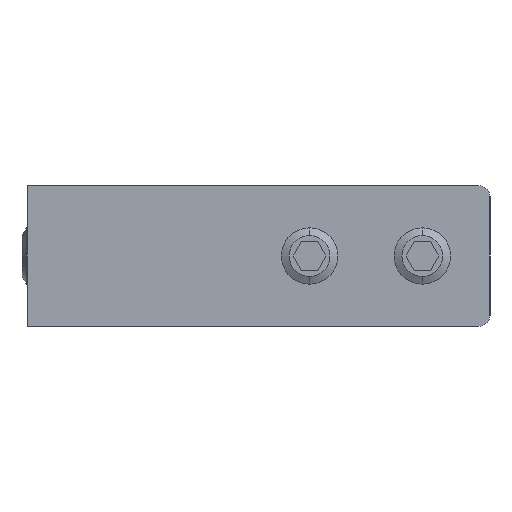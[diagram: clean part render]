
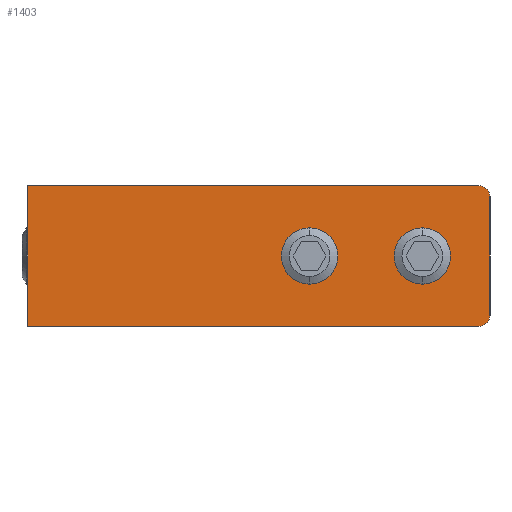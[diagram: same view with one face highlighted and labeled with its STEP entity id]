
A CAD part, left-side view. The second image highlights one B-rep face of the part: STEP entity #1403.
In plain terms, the highlighted planar face has unit normal (-1, 0, 0).
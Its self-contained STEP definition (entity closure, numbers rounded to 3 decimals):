
#4 = VERTEX_POINT ( 'NONE', #3205 ) ;
#11 = ORIENTED_EDGE ( 'NONE', *, *, #1003, .F. ) ;
#52 = CIRCLE ( 'NONE', #1175, 4.25 ) ;
#58 = FACE_BOUND ( 'NONE', #3256, .T. ) ;
#76 = CARTESIAN_POINT ( 'NONE',  ( 0., -82., 25. ) ) ;
#137 = VERTEX_POINT ( 'NONE', #668 ) ;
#144 = EDGE_CURVE ( 'NONE', #1436, #273, #52, .T. ) ;
#162 = AXIS2_PLACEMENT_3D ( 'NONE', #2889, #2616, #365 ) ;
#222 = ORIENTED_EDGE ( 'NONE', *, *, #3630, .T. ) ;
#244 = AXIS2_PLACEMENT_3D ( 'NONE', #2539, #292, #2314 ) ;
#266 = DIRECTION ( 'NONE',  ( 0., 0., -1. ) ) ;
#273 = VERTEX_POINT ( 'NONE', #2445 ) ;
#292 = DIRECTION ( 'NONE',  ( -1., 0., 0. ) ) ;
#300 = PLANE ( 'NONE',  #2238 ) ;
#349 = FACE_BOUND ( 'NONE', #2377, .T. ) ;
#351 = DIRECTION ( 'NONE',  ( -1., 0., 0. ) ) ;
#353 = CARTESIAN_POINT ( 'NONE',  ( 0., -50., 8.25 ) ) ;
#365 = DIRECTION ( 'NONE',  ( 0., 0., -1. ) ) ;
#368 = CARTESIAN_POINT ( 'NONE',  ( 0., 0., 0. ) ) ;
#385 = CARTESIAN_POINT ( 'NONE',  ( 0., -82., 0. ) ) ;
#510 = VERTEX_POINT ( 'NONE', #1302 ) ;
#571 = ORIENTED_EDGE ( 'NONE', *, *, #3301, .T. ) ;
#618 = CARTESIAN_POINT ( 'NONE',  ( 0., -82., 25. ) ) ;
#668 = CARTESIAN_POINT ( 'NONE',  ( 0., -50., 16.75 ) ) ;
#795 = EDGE_CURVE ( 'NONE', #1082, #510, #2470, .T. ) ;
#862 = EDGE_CURVE ( 'NONE', #2051, #510, #1238, .T. ) ;
#916 = CARTESIAN_POINT ( 'NONE',  ( 0., -70., 12.5 ) ) ;
#919 = CARTESIAN_POINT ( 'NONE',  ( 0., -80., 0. ) ) ;
#1003 = EDGE_CURVE ( 'NONE', #137, #1465, #1662, .T. ) ;
#1012 = VECTOR ( 'NONE', #1757, 1000. ) ;
#1082 = VERTEX_POINT ( 'NONE', #2911 ) ;
#1175 = AXIS2_PLACEMENT_3D ( 'NONE', #916, #3173, #2348 ) ;
#1202 = VERTEX_POINT ( 'NONE', #368 ) ;
#1238 = CIRCLE ( 'NONE', #2013, 2. ) ;
#1244 = CIRCLE ( 'NONE', #3532, 4.25 ) ;
#1261 = LINE ( 'NONE', #385, #2919 ) ;
#1301 = ORIENTED_EDGE ( 'NONE', *, *, #2590, .F. ) ;
#1302 = CARTESIAN_POINT ( 'NONE',  ( 0., -82., 2. ) ) ;
#1333 = VECTOR ( 'NONE', #266, 1000. ) ;
#1403 = ADVANCED_FACE ( 'NONE', ( #349, #58, #3107 ), #300, .F. ) ;
#1421 = LINE ( 'NONE', #618, #1012 ) ;
#1432 = DIRECTION ( 'NONE',  ( -1., 0., 0. ) ) ;
#1436 = VERTEX_POINT ( 'NONE', #2812 ) ;
#1450 = DIRECTION ( 'NONE',  ( 0., 0., 1. ) ) ;
#1465 = VERTEX_POINT ( 'NONE', #353 ) ;
#1554 = CIRCLE ( 'NONE', #244, 4.25 ) ;
#1577 = EDGE_CURVE ( 'NONE', #273, #1436, #1244, .T. ) ;
#1651 = EDGE_LOOP ( 'NONE', ( #3195, #222, #3165, #2795, #571, #3044 ) ) ;
#1658 = ORIENTED_EDGE ( 'NONE', *, *, #144, .F. ) ;
#1662 = CIRCLE ( 'NONE', #3293, 4.25 ) ;
#1719 = CARTESIAN_POINT ( 'NONE',  ( 0., -70., 12.5 ) ) ;
#1748 = DIRECTION ( 'NONE',  ( 0., 0., -1. ) ) ;
#1757 = DIRECTION ( 'NONE',  ( 0., -1., 0. ) ) ;
#1764 = DIRECTION ( 'NONE',  ( 1., 0., 0. ) ) ;
#1972 = CARTESIAN_POINT ( 'NONE',  ( 0., -82., 25. ) ) ;
#2013 = AXIS2_PLACEMENT_3D ( 'NONE', #3442, #2853, #1748 ) ;
#2051 = VERTEX_POINT ( 'NONE', #919 ) ;
#2180 = CIRCLE ( 'NONE', #162, 2. ) ;
#2186 = VECTOR ( 'NONE', #3598, 1000. ) ;
#2218 = VERTEX_POINT ( 'NONE', #2942 ) ;
#2234 = ORIENTED_EDGE ( 'NONE', *, *, #1577, .F. ) ;
#2238 = AXIS2_PLACEMENT_3D ( 'NONE', #76, #1764, #2851 ) ;
#2314 = DIRECTION ( 'NONE',  ( 0., 0., 1. ) ) ;
#2348 = DIRECTION ( 'NONE',  ( 0., 0., 1. ) ) ;
#2377 = EDGE_LOOP ( 'NONE', ( #1658, #2234 ) ) ;
#2397 = DIRECTION ( 'NONE',  ( 0., -1., 0. ) ) ;
#2445 = CARTESIAN_POINT ( 'NONE',  ( 0., -70., 8.25 ) ) ;
#2470 = LINE ( 'NONE', #1972, #2186 ) ;
#2539 = CARTESIAN_POINT ( 'NONE',  ( 0., -50., 12.5 ) ) ;
#2580 = CARTESIAN_POINT ( 'NONE',  ( 0., -50., 12.5 ) ) ;
#2590 = EDGE_CURVE ( 'NONE', #1465, #137, #1554, .T. ) ;
#2616 = DIRECTION ( 'NONE',  ( -1., 0., 0. ) ) ;
#2636 = EDGE_CURVE ( 'NONE', #4, #2218, #1421, .T. ) ;
#2787 = CARTESIAN_POINT ( 'NONE',  ( 0., 0., 25. ) ) ;
#2795 = ORIENTED_EDGE ( 'NONE', *, *, #2884, .T. ) ;
#2812 = CARTESIAN_POINT ( 'NONE',  ( 0., -70., 16.75 ) ) ;
#2851 = DIRECTION ( 'NONE',  ( 0., 0., -1. ) ) ;
#2853 = DIRECTION ( 'NONE',  ( -1., 0., 0. ) ) ;
#2884 = EDGE_CURVE ( 'NONE', #4, #1202, #3097, .T. ) ;
#2889 = CARTESIAN_POINT ( 'NONE',  ( 0., -80., 23. ) ) ;
#2911 = CARTESIAN_POINT ( 'NONE',  ( 0., -82., 23. ) ) ;
#2919 = VECTOR ( 'NONE', #2397, 1000. ) ;
#2942 = CARTESIAN_POINT ( 'NONE',  ( 0., -80., 25. ) ) ;
#3044 = ORIENTED_EDGE ( 'NONE', *, *, #862, .T. ) ;
#3097 = LINE ( 'NONE', #2787, #1333 ) ;
#3107 = FACE_OUTER_BOUND ( 'NONE', #1651, .T. ) ;
#3109 = DIRECTION ( 'NONE',  ( 0., 0., 1. ) ) ;
#3165 = ORIENTED_EDGE ( 'NONE', *, *, #2636, .F. ) ;
#3173 = DIRECTION ( 'NONE',  ( -1., 0., 0. ) ) ;
#3195 = ORIENTED_EDGE ( 'NONE', *, *, #795, .F. ) ;
#3205 = CARTESIAN_POINT ( 'NONE',  ( 0., 0., 25. ) ) ;
#3256 = EDGE_LOOP ( 'NONE', ( #11, #1301 ) ) ;
#3293 = AXIS2_PLACEMENT_3D ( 'NONE', #2580, #351, #3109 ) ;
#3301 = EDGE_CURVE ( 'NONE', #1202, #2051, #1261, .T. ) ;
#3442 = CARTESIAN_POINT ( 'NONE',  ( 0., -80., 2. ) ) ;
#3532 = AXIS2_PLACEMENT_3D ( 'NONE', #1719, #1432, #1450 ) ;
#3598 = DIRECTION ( 'NONE',  ( 0., 0., -1. ) ) ;
#3630 = EDGE_CURVE ( 'NONE', #1082, #2218, #2180, .T. ) ;
